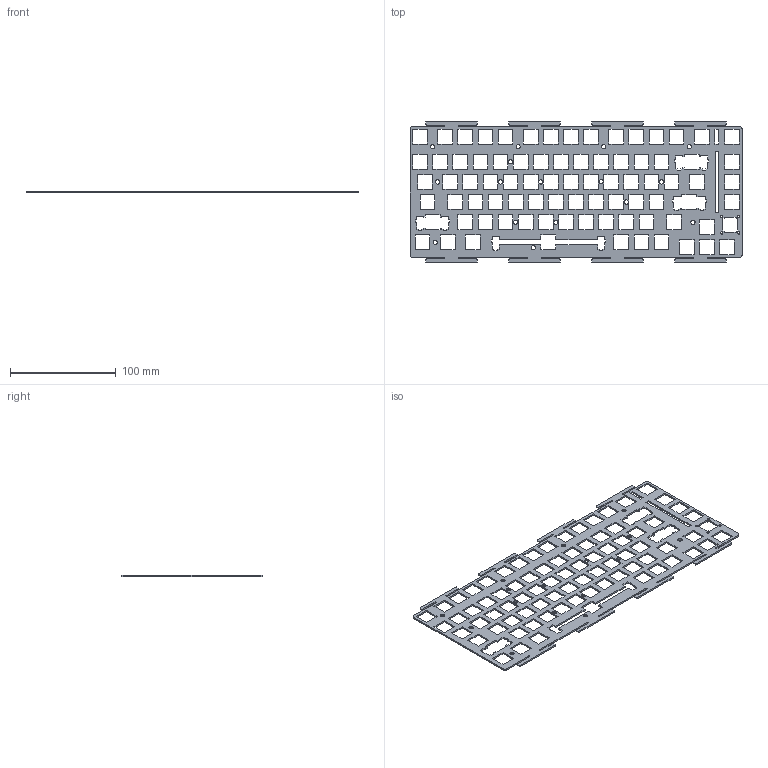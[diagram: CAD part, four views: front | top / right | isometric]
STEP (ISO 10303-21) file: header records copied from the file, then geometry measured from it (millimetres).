
FILE_DESCRIPTION(/* description */ ('STEP AP242','CAx-IF Rec.Pracs.---Representation and Presentation of Product Manufacturing Information (PMI)---4.0---2014-10-13','CAx-IF Rec.Pracs.---3D Tessellated Geometry---0.4---2014-09-14','2;1','CAx-IF Rec.Pracs.---User Defined Attributes---1.5---2016-08-15'),/* implementation_level */ '2;1');
FILE_NAME(/* name */ '690a79bb4b86d13fdafb88fd',/* time_stamp */ '2025-11-04T22:10:29Z',/* author */ (''),/* organization */ (''),/* preprocessor_version */ 'ST-DEVELOPER v20',/* originating_system */ 'ONSHAPE BY PTC INC, 1.206',/* authorisation */ ' ');
FILE_SCHEMA (('AP242_MANAGED_MODEL_BASED_3D_ENGINEERING_MIM_LF { 1 0 10303 442 1 1 4 }'));
Length unit declared in the file: metre
Products named in the file (1): PLATE-V2
Bounding box: 314.32 x 133.82 x 1.5 mm (x, y, z)
Volume: 33804.9 mm3; surface area: 55417.8 mm2
Topology: 1 solids, 1 shells, 602 faces, 1800 edges, 1200 vertices
Faces by surface type: plane 530, cylinder 72
Full cylindrical faces by diameter (mm): 2.2 x4, 4 x16
Entity records: 20310 total; most frequent: CARTESIAN_POINT 3583, ORIENTED_EDGE 3560, DIRECTION 3130, EDGE_CURVE 1780, LINE 1636, VECTOR 1636, VERTEX_POINT 1200, EDGE_LOOP 832
